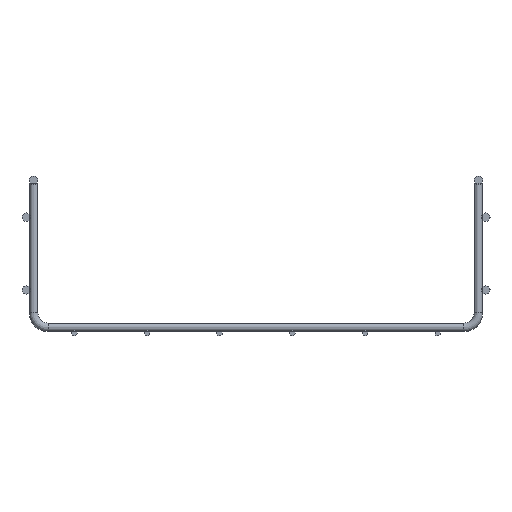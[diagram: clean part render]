
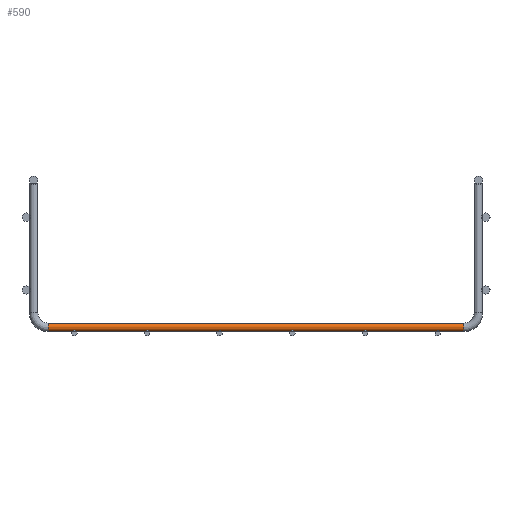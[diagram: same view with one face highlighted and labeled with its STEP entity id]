
A CAD part, left-side view. The second image highlights one B-rep face of the part: STEP entity #590.
In plain terms, the highlighted cylindrical face has radius 2.95 mm (diameter 5.9 mm), a full revolution.
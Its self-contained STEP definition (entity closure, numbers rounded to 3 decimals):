
#236=FACE_OUTER_BOUND('',#279,.T.);
#279=EDGE_LOOP('',(#518,#519,#520,#521,#522,#523));
#297=LINE('',#1080,#312);
#312=VECTOR('',#879,2.95);
#342=CIRCLE('',#677,2.95);
#343=CIRCLE('',#678,2.95);
#344=CIRCLE('',#680,2.95);
#345=CIRCLE('',#681,2.95);
#377=VERTEX_POINT('',#1073);
#378=VERTEX_POINT('',#1075);
#379=VERTEX_POINT('',#1079);
#380=VERTEX_POINT('',#1081);
#425=EDGE_CURVE('',#377,#378,#342,.T.);
#426=EDGE_CURVE('',#378,#377,#343,.T.);
#427=EDGE_CURVE('',#378,#379,#297,.T.);
#428=EDGE_CURVE('',#379,#380,#344,.T.);
#429=EDGE_CURVE('',#380,#379,#345,.T.);
#518=ORIENTED_EDGE('',*,*,#426,.F.);
#519=ORIENTED_EDGE('',*,*,#427,.T.);
#520=ORIENTED_EDGE('',*,*,#428,.T.);
#521=ORIENTED_EDGE('',*,*,#429,.T.);
#522=ORIENTED_EDGE('',*,*,#427,.F.);
#523=ORIENTED_EDGE('',*,*,#425,.F.);
#550=CYLINDRICAL_SURFACE('',#679,2.95);
#590=ADVANCED_FACE('',(#236),#550,.T.);
#677=AXIS2_PLACEMENT_3D('',#1076,#873,#874);
#678=AXIS2_PLACEMENT_3D('',#1077,#875,#876);
#679=AXIS2_PLACEMENT_3D('',#1078,#877,#878);
#680=AXIS2_PLACEMENT_3D('',#1082,#880,#881);
#681=AXIS2_PLACEMENT_3D('',#1083,#882,#883);
#873=DIRECTION('center_axis',(0.,1.,0.));
#874=DIRECTION('ref_axis',(-1.,0.,0.));
#875=DIRECTION('center_axis',(0.,1.,0.));
#876=DIRECTION('ref_axis',(-1.,0.,0.));
#877=DIRECTION('center_axis',(0.,1.,0.));
#878=DIRECTION('ref_axis',(-1.,0.,0.));
#879=DIRECTION('',(0.,-1.,0.));
#880=DIRECTION('center_axis',(0.,1.,0.));
#881=DIRECTION('ref_axis',(-1.,0.,0.));
#882=DIRECTION('center_axis',(0.,1.,0.));
#883=DIRECTION('ref_axis',(-1.,0.,0.));
#1073=CARTESIAN_POINT('',(0.,142.95,-45.1));
#1075=CARTESIAN_POINT('',(2.95,142.95,-48.05));
#1076=CARTESIAN_POINT('Origin',(0.,142.95,-48.05));
#1077=CARTESIAN_POINT('Origin',(0.,142.95,-48.05));
#1078=CARTESIAN_POINT('Origin',(0.,-142.95,-48.05));
#1079=CARTESIAN_POINT('',(2.95,-142.95,-48.05));
#1080=CARTESIAN_POINT('',(2.95,-142.95,-48.05));
#1081=CARTESIAN_POINT('',(0.,-142.95,-45.1));
#1082=CARTESIAN_POINT('Origin',(0.,-142.95,-48.05));
#1083=CARTESIAN_POINT('Origin',(0.,-142.95,-48.05));
